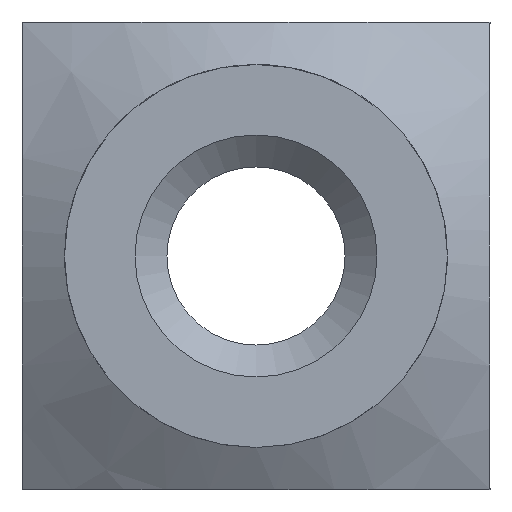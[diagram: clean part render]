
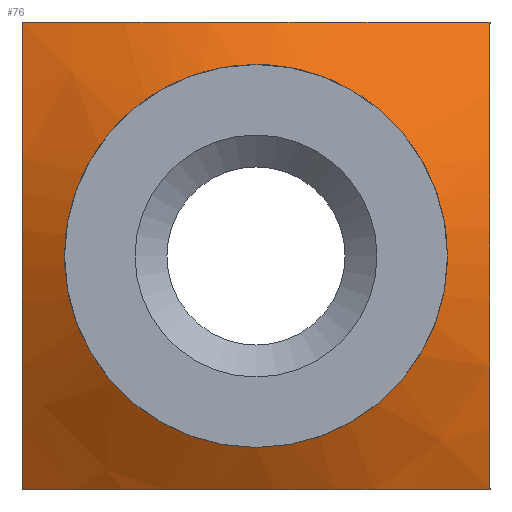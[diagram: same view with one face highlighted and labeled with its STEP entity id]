
A CAD part, front view. The second image highlights one B-rep face of the part: STEP entity #76.
In plain terms, the highlighted conical face has half-angle 60 degrees and reference radius 21.75 mm.
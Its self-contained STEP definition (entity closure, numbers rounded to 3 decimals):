
#76 = ADVANCED_FACE( '', ( #95, #96 ), #97, .T. );
#95 = FACE_BOUND( '', #139, .T. );
#96 = FACE_OUTER_BOUND( '', #140, .T. );
#97 = CONICAL_SURFACE( '', #141, 21.75, 1.047 );
#139 = EDGE_LOOP( '', ( #188 ) );
#140 = EDGE_LOOP( '', ( #189, #190, #191, #192 ) );
#141 = AXIS2_PLACEMENT_3D( '', #193, #194, #195 );
#188 = ORIENTED_EDGE( '', *, *, #299, .F. );
#189 = ORIENTED_EDGE( '', *, *, #300, .F. );
#190 = ORIENTED_EDGE( '', *, *, #295, .F. );
#191 = ORIENTED_EDGE( '', *, *, #301, .F. );
#192 = ORIENTED_EDGE( '', *, *, #302, .F. );
#193 = CARTESIAN_POINT( '', ( 0., 21.361, 0. ) );
#194 = DIRECTION( '', ( 0., 1., 0. ) );
#195 = DIRECTION( '', ( 0., 0., 1. ) );
#295 = EDGE_CURVE( '', #329, #330, #331, .T. );
#299 = EDGE_CURVE( '', #337, #337, #338, .T. );
#300 = EDGE_CURVE( '', #330, #339, #340, .T. );
#301 = EDGE_CURVE( '', #341, #329, #342, .F. );
#302 = EDGE_CURVE( '', #339, #341, #343, .F. );
#329 = VERTEX_POINT( '', #387 );
#330 = VERTEX_POINT( '', #388 );
#331 = B_SPLINE_CURVE_WITH_KNOTS( '', 3, ( #389, #390, #391, #392, #393, #394, #395, #396, #397, #398, #399, #400, #401, #402, #403, #404, #405, #406, #407, #408 ), .UNSPECIFIED., .F., .F., ( 4, 2, 2, 2, 2, 2, 2, 2, 2, 4 ), ( 0.029, 0.032, 0.035, 0.038, 0.041, 0.042, 0.044, 0.046, 0.049, 0.052 ), .UNSPECIFIED. );
#337 = VERTEX_POINT( '', #429 );
#338 = CIRCLE( '', #430, 9. );
#339 = VERTEX_POINT( '', #431 );
#340 = B_SPLINE_CURVE_WITH_KNOTS( '', 3, ( #432, #433, #434, #435, #436, #437, #438, #439, #440, #441, #442, #443, #444, #445, #446, #447, #448, #449, #450, #451 ), .UNSPECIFIED., .F., .F., ( 4, 2, 2, 2, 2, 2, 2, 2, 2, 4 ), ( 0.011, 0.014, 0.017, 0.02, 0.021, 0.023, 0.026, 0.029, 0.031, 0.034 ), .UNSPECIFIED. );
#341 = VERTEX_POINT( '', #452 );
#342 = B_SPLINE_CURVE_WITH_KNOTS( '', 3, ( #453, #454, #455, #456, #457, #458, #459, #460, #461, #462, #463, #464, #465, #466, #467, #468, #469, #470, #471, #472 ), .UNSPECIFIED., .F., .F., ( 4, 2, 2, 2, 2, 2, 2, 2, 2, 4 ), ( 0.011, 0.014, 0.017, 0.02, 0.021, 0.023, 0.026, 0.029, 0.031, 0.034 ), .UNSPECIFIED. );
#343 = B_SPLINE_CURVE_WITH_KNOTS( '', 3, ( #473, #474, #475, #476, #477, #478, #479, #480, #481, #482, #483, #484, #485, #486, #487, #488, #489, #490, #491, #492 ), .UNSPECIFIED., .F., .F., ( 4, 2, 2, 2, 2, 2, 2, 2, 2, 4 ), ( 0.029, 0.032, 0.035, 0.038, 0.041, 0.042, 0.044, 0.046, 0.049, 0.052 ), .UNSPECIFIED. );
#387 = CARTESIAN_POINT( '', ( -11., 17.785, -11. ) );
#388 = CARTESIAN_POINT( '', ( -11., 17.785, 11. ) );
#389 = CARTESIAN_POINT( '', ( -11., 17.785, -11. ) );
#390 = CARTESIAN_POINT( '', ( -11., 17.427, -10.122 ) );
#391 = CARTESIAN_POINT( '', ( -11., 17.086, -9.237 ) );
#392 = CARTESIAN_POINT( '', ( -11., 16.461, -7.443 ) );
#393 = CARTESIAN_POINT( '', ( -11., 16.175, -6.531 ) );
#394 = CARTESIAN_POINT( '', ( -11., 15.693, -4.696 ) );
#395 = CARTESIAN_POINT( '', ( -11., 15.497, -3.771 ) );
#396 = CARTESIAN_POINT( '', ( -11., 15.228, -1.906 ) );
#397 = CARTESIAN_POINT( '', ( -11., 15.155, -0.964 ) );
#398 = CARTESIAN_POINT( '', ( -11., 15.154, 0.463 ) );
#399 = CARTESIAN_POINT( '', ( -11., 15.172, 0.944 ) );
#400 = CARTESIAN_POINT( '', ( -11., 15.243, 1.895 ) );
#401 = CARTESIAN_POINT( '', ( -11., 15.295, 2.367 ) );
#402 = CARTESIAN_POINT( '', ( -11., 15.498, 3.774 ) );
#403 = CARTESIAN_POINT( '', ( -11., 15.694, 4.699 ) );
#404 = CARTESIAN_POINT( '', ( -11., 16.175, 6.531 ) );
#405 = CARTESIAN_POINT( '', ( -11., 16.459, 7.437 ) );
#406 = CARTESIAN_POINT( '', ( -11., 17.086, 9.237 ) );
#407 = CARTESIAN_POINT( '', ( -11., 17.427, 10.123 ) );
#408 = CARTESIAN_POINT( '', ( -11., 17.785, 11. ) );
#429 = CARTESIAN_POINT( '', ( 0., 14., -9. ) );
#430 = AXIS2_PLACEMENT_3D( '', #618, #619, #620 );
#431 = CARTESIAN_POINT( '', ( 11., 17.785, 11. ) );
#432 = CARTESIAN_POINT( '', ( -11., 17.785, 11. ) );
#433 = CARTESIAN_POINT( '', ( -10.119, 17.426, 11. ) );
#434 = CARTESIAN_POINT( '', ( -9.231, 17.084, 11. ) );
#435 = CARTESIAN_POINT( '', ( -7.429, 16.456, 11. ) );
#436 = CARTESIAN_POINT( '', ( -6.518, 16.171, 11. ) );
#437 = CARTESIAN_POINT( '', ( -4.682, 15.69, 11. ) );
#438 = CARTESIAN_POINT( '', ( -3.755, 15.494, 11. ) );
#439 = CARTESIAN_POINT( '', ( -2.345, 15.292, 11. ) );
#440 = CARTESIAN_POINT( '', ( -1.872, 15.24, 11. ) );
#441 = CARTESIAN_POINT( '', ( -0.919, 15.171, 11. ) );
#442 = CARTESIAN_POINT( '', ( -0.438, 15.154, 11. ) );
#443 = CARTESIAN_POINT( '', ( 0.991, 15.157, 11. ) );
#444 = CARTESIAN_POINT( '', ( 1.931, 15.231, 11. ) );
#445 = CARTESIAN_POINT( '', ( 3.792, 15.501, 11. ) );
#446 = CARTESIAN_POINT( '', ( 4.712, 15.697, 11. ) );
#447 = CARTESIAN_POINT( '', ( 6.538, 16.177, 11. ) );
#448 = CARTESIAN_POINT( '', ( 7.446, 16.462, 11. ) );
#449 = CARTESIAN_POINT( '', ( 9.241, 17.088, 11. ) );
#450 = CARTESIAN_POINT( '', ( 10.125, 17.428, 11. ) );
#451 = CARTESIAN_POINT( '', ( 11., 17.785, 11. ) );
#452 = CARTESIAN_POINT( '', ( 11., 17.785, -11. ) );
#453 = CARTESIAN_POINT( '', ( -11., 17.785, -11. ) );
#454 = CARTESIAN_POINT( '', ( -10.119, 17.426, -11. ) );
#455 = CARTESIAN_POINT( '', ( -9.231, 17.084, -11. ) );
#456 = CARTESIAN_POINT( '', ( -7.429, 16.456, -11. ) );
#457 = CARTESIAN_POINT( '', ( -6.518, 16.171, -11. ) );
#458 = CARTESIAN_POINT( '', ( -4.682, 15.69, -11. ) );
#459 = CARTESIAN_POINT( '', ( -3.755, 15.494, -11. ) );
#460 = CARTESIAN_POINT( '', ( -2.345, 15.292, -11. ) );
#461 = CARTESIAN_POINT( '', ( -1.872, 15.24, -11. ) );
#462 = CARTESIAN_POINT( '', ( -0.919, 15.171, -11. ) );
#463 = CARTESIAN_POINT( '', ( -0.438, 15.154, -11. ) );
#464 = CARTESIAN_POINT( '', ( 0.991, 15.157, -11. ) );
#465 = CARTESIAN_POINT( '', ( 1.931, 15.231, -11. ) );
#466 = CARTESIAN_POINT( '', ( 3.792, 15.501, -11. ) );
#467 = CARTESIAN_POINT( '', ( 4.712, 15.697, -11. ) );
#468 = CARTESIAN_POINT( '', ( 6.538, 16.177, -11. ) );
#469 = CARTESIAN_POINT( '', ( 7.446, 16.462, -11. ) );
#470 = CARTESIAN_POINT( '', ( 9.241, 17.088, -11. ) );
#471 = CARTESIAN_POINT( '', ( 10.125, 17.428, -11. ) );
#472 = CARTESIAN_POINT( '', ( 11., 17.785, -11. ) );
#473 = CARTESIAN_POINT( '', ( 11., 17.785, -11. ) );
#474 = CARTESIAN_POINT( '', ( 11., 17.427, -10.122 ) );
#475 = CARTESIAN_POINT( '', ( 11., 17.086, -9.237 ) );
#476 = CARTESIAN_POINT( '', ( 11., 16.461, -7.443 ) );
#477 = CARTESIAN_POINT( '', ( 11., 16.175, -6.531 ) );
#478 = CARTESIAN_POINT( '', ( 11., 15.693, -4.696 ) );
#479 = CARTESIAN_POINT( '', ( 11., 15.497, -3.771 ) );
#480 = CARTESIAN_POINT( '', ( 11., 15.228, -1.906 ) );
#481 = CARTESIAN_POINT( '', ( 11., 15.155, -0.964 ) );
#482 = CARTESIAN_POINT( '', ( 11., 15.154, 0.463 ) );
#483 = CARTESIAN_POINT( '', ( 11., 15.172, 0.944 ) );
#484 = CARTESIAN_POINT( '', ( 11., 15.243, 1.895 ) );
#485 = CARTESIAN_POINT( '', ( 11., 15.295, 2.367 ) );
#486 = CARTESIAN_POINT( '', ( 11., 15.498, 3.774 ) );
#487 = CARTESIAN_POINT( '', ( 11., 15.694, 4.699 ) );
#488 = CARTESIAN_POINT( '', ( 11., 16.175, 6.531 ) );
#489 = CARTESIAN_POINT( '', ( 11., 16.459, 7.437 ) );
#490 = CARTESIAN_POINT( '', ( 11., 17.086, 9.237 ) );
#491 = CARTESIAN_POINT( '', ( 11., 17.427, 10.123 ) );
#492 = CARTESIAN_POINT( '', ( 11., 17.785, 11. ) );
#618 = CARTESIAN_POINT( '', ( 0., 14., 0. ) );
#619 = DIRECTION( '', ( 0., -1., 0. ) );
#620 = DIRECTION( '', ( 0., 0., -1. ) );
